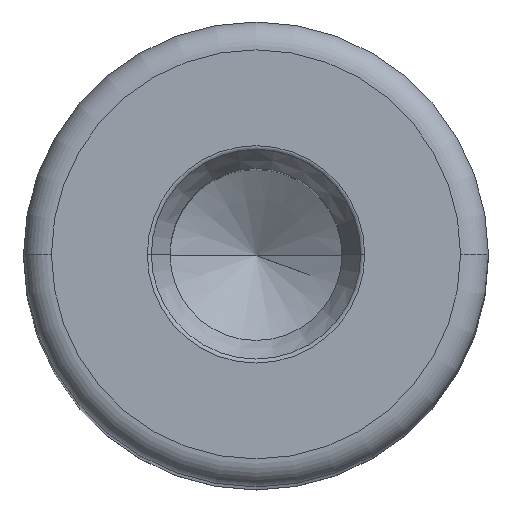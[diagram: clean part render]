
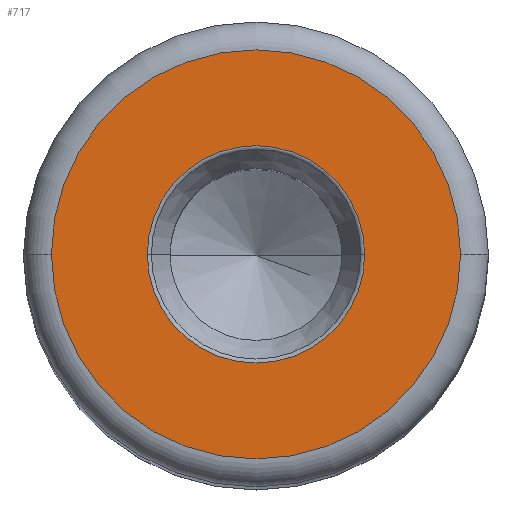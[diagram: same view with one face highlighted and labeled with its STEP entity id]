
A CAD part, top view. The second image highlights one B-rep face of the part: STEP entity #717.
In plain terms, the highlighted planar face has unit normal (0, 0, 1).
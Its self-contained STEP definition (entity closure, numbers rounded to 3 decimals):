
#15 = DIRECTION ( 'NONE',  ( 0., 0., -1. ) ) ;
#21 = ORIENTED_EDGE ( 'NONE', *, *, #233, .T. ) ;
#50 = CARTESIAN_POINT ( 'NONE',  ( 0., 0., 200. ) ) ;
#61 = CARTESIAN_POINT ( 'NONE',  ( 0., 0., 200. ) ) ;
#70 = ORIENTED_EDGE ( 'NONE', *, *, #232, .T. ) ;
#82 = EDGE_LOOP ( 'NONE', ( #436, #21 ) ) ;
#109 = CARTESIAN_POINT ( 'NONE',  ( -11.689, 0., 200. ) ) ;
#128 = EDGE_CURVE ( 'NONE', #137, #559, #405, .T. ) ;
#137 = VERTEX_POINT ( 'NONE', #431 ) ;
#176 = PLANE ( 'NONE',  #663 ) ;
#193 = CARTESIAN_POINT ( 'NONE',  ( 0., 0., 200. ) ) ;
#201 = DIRECTION ( 'NONE',  ( 1., 0., 0. ) ) ;
#232 = EDGE_CURVE ( 'NONE', #559, #137, #521, .T. ) ;
#233 = EDGE_CURVE ( 'NONE', #428, #317, #532, .T. ) ;
#248 = CARTESIAN_POINT ( 'NONE',  ( 0., 0., 200. ) ) ;
#251 = DIRECTION ( 'NONE',  ( 1., 0., 0. ) ) ;
#258 = DIRECTION ( 'NONE',  ( 0., 0., 1. ) ) ;
#301 = CARTESIAN_POINT ( 'NONE',  ( 0., 0., 200. ) ) ;
#310 = DIRECTION ( 'NONE',  ( 1., 0., 0. ) ) ;
#317 = VERTEX_POINT ( 'NONE', #721 ) ;
#359 = ORIENTED_EDGE ( 'NONE', *, *, #128, .T. ) ;
#372 = EDGE_LOOP ( 'NONE', ( #359, #70 ) ) ;
#385 = CARTESIAN_POINT ( 'NONE',  ( -22., 0., 200. ) ) ;
#405 = CIRCLE ( 'NONE', #500, 11.689 ) ;
#428 = VERTEX_POINT ( 'NONE', #385 ) ;
#430 = DIRECTION ( 'NONE',  ( 0., 0., 1. ) ) ;
#431 = CARTESIAN_POINT ( 'NONE',  ( 11.689, 0., 200. ) ) ;
#436 = ORIENTED_EDGE ( 'NONE', *, *, #581, .T. ) ;
#451 = CIRCLE ( 'NONE', #586, 22. ) ;
#458 = AXIS2_PLACEMENT_3D ( 'NONE', #193, #258, #599 ) ;
#500 = AXIS2_PLACEMENT_3D ( 'NONE', #301, #15, #201 ) ;
#512 = FACE_OUTER_BOUND ( 'NONE', #82, .T. ) ;
#521 = CIRCLE ( 'NONE', #526, 11.689 ) ;
#526 = AXIS2_PLACEMENT_3D ( 'NONE', #248, #595, #251 ) ;
#532 = CIRCLE ( 'NONE', #458, 22. ) ;
#559 = VERTEX_POINT ( 'NONE', #109 ) ;
#581 = EDGE_CURVE ( 'NONE', #317, #428, #451, .T. ) ;
#586 = AXIS2_PLACEMENT_3D ( 'NONE', #50, #630, #741 ) ;
#595 = DIRECTION ( 'NONE',  ( 0., 0., -1. ) ) ;
#599 = DIRECTION ( 'NONE',  ( 1., 0., 0. ) ) ;
#606 = FACE_BOUND ( 'NONE', #372, .T. ) ;
#630 = DIRECTION ( 'NONE',  ( 0., 0., 1. ) ) ;
#663 = AXIS2_PLACEMENT_3D ( 'NONE', #61, #430, #310 ) ;
#717 = ADVANCED_FACE ( 'NONE', ( #606, #512 ), #176, .T. ) ;
#721 = CARTESIAN_POINT ( 'NONE',  ( 22., 0., 200. ) ) ;
#741 = DIRECTION ( 'NONE',  ( 1., 0., 0. ) ) ;
